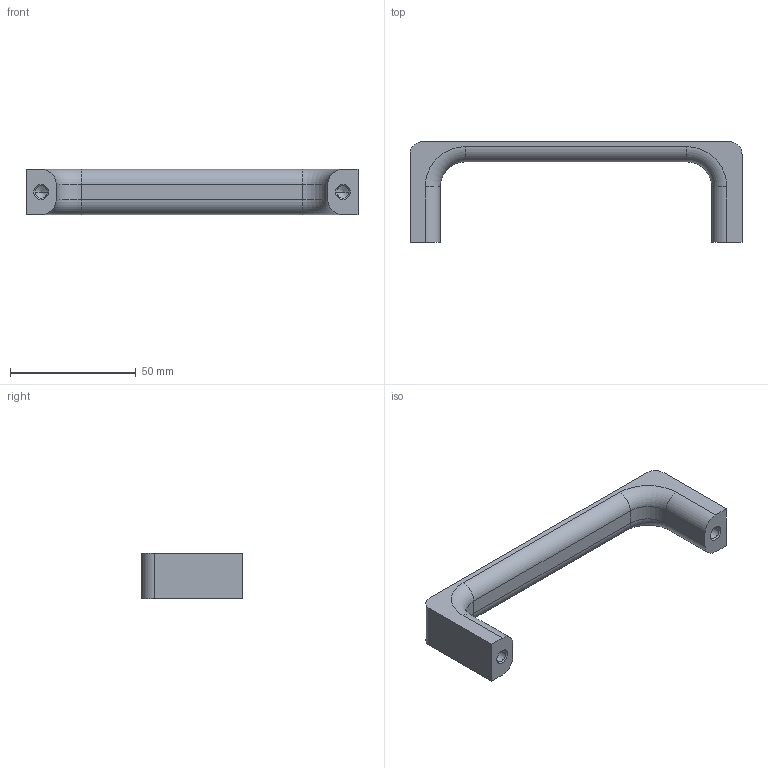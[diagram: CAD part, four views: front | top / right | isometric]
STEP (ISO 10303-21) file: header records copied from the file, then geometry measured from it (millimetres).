
FILE_DESCRIPTION(/* description */ ('Alibre Inc.'),/* implementation_level */ '2;1');
FILE_NAME(/* name */ 'export0',/* time_stamp */ '2012-10-15T12:13:53+02:00',/* author */ (''),/* organization */ (''),/* preprocessor_version */ 'ST-DEVELOPER v14',/* originating_system */ 'Alibre',/* authorisation */ '');
FILE_SCHEMA (('CONFIG_CONTROL_DESIGN'));
Length unit declared in the file: millimetre
Products named in the file (1): ID_1
Bounding box: 132 x 40 x 18 mm (x, y, z)
Volume: 30261.9 mm3; surface area: 10425.6 mm2
Topology: 1 solids, 1 shells, 46 faces, 106 edges, 62 vertices
Faces by surface type: cylinder 18, plane 12, cone 12, torus 4
Entity records: 1339 total; most frequent: DIRECTION 226, CARTESIAN_POINT 210, ORIENTED_EDGE 204, EDGE_CURVE 102, AXIS2_PLACEMENT_3D 94, VERTEX_POINT 62, VECTOR 54, LINE 54
